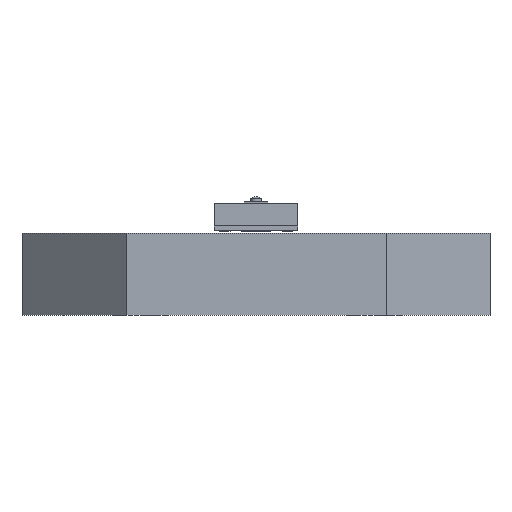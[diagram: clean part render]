
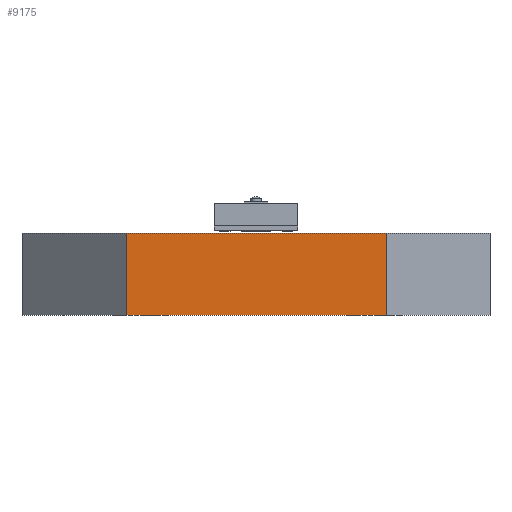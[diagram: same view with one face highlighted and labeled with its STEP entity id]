
A CAD part, front view. The second image highlights one B-rep face of the part: STEP entity #9175.
In plain terms, the highlighted planar face has unit normal (0, -1, 0).
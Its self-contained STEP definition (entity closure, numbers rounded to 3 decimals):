
#8418 = PLANE('',#8419);
#8419 = AXIS2_PLACEMENT_3D('',#8420,#8421,#8422);
#8420 = CARTESIAN_POINT('',(0.,0.,1.58
    ));
#8421 = DIRECTION('',(-0.,-0.,-1.));
#8422 = DIRECTION('',(-1.,0.,0.));
#8446 = PLANE('',#8447);
#8447 = AXIS2_PLACEMENT_3D('',#8448,#8449,#8450);
#8448 = CARTESIAN_POINT('',(4.5,-2.5,0.));
#8449 = DIRECTION('',(0.707,-0.707,0.));
#8450 = DIRECTION('',(-0.707,-0.707,0.));
#8472 = PLANE('',#8473);
#8473 = AXIS2_PLACEMENT_3D('',#8474,#8475,#8476);
#8474 = CARTESIAN_POINT('',(0.,0.,0.)
  );
#8475 = DIRECTION('',(-0.,-0.,-1.));
#8476 = DIRECTION('',(-1.,0.,0.));
#8565 = VERTEX_POINT('',#8566);
#8566 = CARTESIAN_POINT('',(2.5,-4.5,1.58));
#8587 = EDGE_CURVE('',#8588,#8565,#8590,.T.);
#8588 = VERTEX_POINT('',#8589);
#8589 = CARTESIAN_POINT('',(2.5,-4.5,0.));
#8590 = SURFACE_CURVE('',#8591,(#8595,#8602),.PCURVE_S1.);
#8591 = LINE('',#8592,#8593);
#8592 = CARTESIAN_POINT('',(2.5,-4.5,0.));
#8593 = VECTOR('',#8594,1.);
#8594 = DIRECTION('',(0.,0.,1.));
#8595 = PCURVE('',#8446,#8596);
#8596 = DEFINITIONAL_REPRESENTATION('',(#8597),#8601);
#8597 = LINE('',#8598,#8599);
#8598 = CARTESIAN_POINT('',(2.828,0.));
#8599 = VECTOR('',#8600,1.);
#8600 = DIRECTION('',(0.,-1.));
#8601 = ( GEOMETRIC_REPRESENTATION_CONTEXT(2) 
PARAMETRIC_REPRESENTATION_CONTEXT() REPRESENTATION_CONTEXT('2D SPACE',''
  ) );
#8602 = PCURVE('',#8603,#8608);
#8603 = PLANE('',#8604);
#8604 = AXIS2_PLACEMENT_3D('',#8605,#8606,#8607);
#8605 = CARTESIAN_POINT('',(2.5,-4.5,0.));
#8606 = DIRECTION('',(0.,-1.,0.));
#8607 = DIRECTION('',(-1.,0.,0.));
#8608 = DEFINITIONAL_REPRESENTATION('',(#8609),#8613);
#8609 = LINE('',#8610,#8611);
#8610 = CARTESIAN_POINT('',(0.,-0.));
#8611 = VECTOR('',#8612,1.);
#8612 = DIRECTION('',(0.,-1.));
#8613 = ( GEOMETRIC_REPRESENTATION_CONTEXT(2) 
PARAMETRIC_REPRESENTATION_CONTEXT() REPRESENTATION_CONTEXT('2D SPACE',''
  ) );
#8641 = EDGE_CURVE('',#8588,#8642,#8644,.T.);
#8642 = VERTEX_POINT('',#8643);
#8643 = CARTESIAN_POINT('',(-2.5,-4.5,0.));
#8644 = SURFACE_CURVE('',#8645,(#8649,#8656),.PCURVE_S1.);
#8645 = LINE('',#8646,#8647);
#8646 = CARTESIAN_POINT('',(2.5,-4.5,0.));
#8647 = VECTOR('',#8648,1.);
#8648 = DIRECTION('',(-1.,0.,0.));
#8649 = PCURVE('',#8472,#8650);
#8650 = DEFINITIONAL_REPRESENTATION('',(#8651),#8655);
#8651 = LINE('',#8652,#8653);
#8652 = CARTESIAN_POINT('',(-2.5,-4.5));
#8653 = VECTOR('',#8654,1.);
#8654 = DIRECTION('',(1.,0.));
#8655 = ( GEOMETRIC_REPRESENTATION_CONTEXT(2) 
PARAMETRIC_REPRESENTATION_CONTEXT() REPRESENTATION_CONTEXT('2D SPACE',''
  ) );
#8656 = PCURVE('',#8603,#8657);
#8657 = DEFINITIONAL_REPRESENTATION('',(#8658),#8662);
#8658 = LINE('',#8659,#8660);
#8659 = CARTESIAN_POINT('',(0.,-0.));
#8660 = VECTOR('',#8661,1.);
#8661 = DIRECTION('',(1.,0.));
#8662 = ( GEOMETRIC_REPRESENTATION_CONTEXT(2) 
PARAMETRIC_REPRESENTATION_CONTEXT() REPRESENTATION_CONTEXT('2D SPACE',''
  ) );
#8680 = PLANE('',#8681);
#8681 = AXIS2_PLACEMENT_3D('',#8682,#8683,#8684);
#8682 = CARTESIAN_POINT('',(-2.5,-4.5,0.));
#8683 = DIRECTION('',(-0.707,-0.707,0.));
#8684 = DIRECTION('',(-0.707,0.707,0.));
#8915 = EDGE_CURVE('',#8565,#8916,#8918,.T.);
#8916 = VERTEX_POINT('',#8917);
#8917 = CARTESIAN_POINT('',(-2.5,-4.5,1.58));
#8918 = SURFACE_CURVE('',#8919,(#8923,#8930),.PCURVE_S1.);
#8919 = LINE('',#8920,#8921);
#8920 = CARTESIAN_POINT('',(2.5,-4.5,1.58));
#8921 = VECTOR('',#8922,1.);
#8922 = DIRECTION('',(-1.,0.,0.));
#8923 = PCURVE('',#8418,#8924);
#8924 = DEFINITIONAL_REPRESENTATION('',(#8925),#8929);
#8925 = LINE('',#8926,#8927);
#8926 = CARTESIAN_POINT('',(-2.5,-4.5));
#8927 = VECTOR('',#8928,1.);
#8928 = DIRECTION('',(1.,0.));
#8929 = ( GEOMETRIC_REPRESENTATION_CONTEXT(2) 
PARAMETRIC_REPRESENTATION_CONTEXT() REPRESENTATION_CONTEXT('2D SPACE',''
  ) );
#8930 = PCURVE('',#8603,#8931);
#8931 = DEFINITIONAL_REPRESENTATION('',(#8932),#8936);
#8932 = LINE('',#8933,#8934);
#8933 = CARTESIAN_POINT('',(0.,-1.58));
#8934 = VECTOR('',#8935,1.);
#8935 = DIRECTION('',(1.,0.));
#8936 = ( GEOMETRIC_REPRESENTATION_CONTEXT(2) 
PARAMETRIC_REPRESENTATION_CONTEXT() REPRESENTATION_CONTEXT('2D SPACE',''
  ) );
#9175 = ADVANCED_FACE('',(#9176),#8603,.T.);
#9176 = FACE_BOUND('',#9177,.T.);
#9177 = EDGE_LOOP('',(#9178,#9179,#9180,#9201));
#9178 = ORIENTED_EDGE('',*,*,#8587,.T.);
#9179 = ORIENTED_EDGE('',*,*,#8915,.T.);
#9180 = ORIENTED_EDGE('',*,*,#9181,.F.);
#9181 = EDGE_CURVE('',#8642,#8916,#9182,.T.);
#9182 = SURFACE_CURVE('',#9183,(#9187,#9194),.PCURVE_S1.);
#9183 = LINE('',#9184,#9185);
#9184 = CARTESIAN_POINT('',(-2.5,-4.5,0.));
#9185 = VECTOR('',#9186,1.);
#9186 = DIRECTION('',(0.,0.,1.));
#9187 = PCURVE('',#8603,#9188);
#9188 = DEFINITIONAL_REPRESENTATION('',(#9189),#9193);
#9189 = LINE('',#9190,#9191);
#9190 = CARTESIAN_POINT('',(5.,0.));
#9191 = VECTOR('',#9192,1.);
#9192 = DIRECTION('',(0.,-1.));
#9193 = ( GEOMETRIC_REPRESENTATION_CONTEXT(2) 
PARAMETRIC_REPRESENTATION_CONTEXT() REPRESENTATION_CONTEXT('2D SPACE',''
  ) );
#9194 = PCURVE('',#8680,#9195);
#9195 = DEFINITIONAL_REPRESENTATION('',(#9196),#9200);
#9196 = LINE('',#9197,#9198);
#9197 = CARTESIAN_POINT('',(0.,0.));
#9198 = VECTOR('',#9199,1.);
#9199 = DIRECTION('',(0.,-1.));
#9200 = ( GEOMETRIC_REPRESENTATION_CONTEXT(2) 
PARAMETRIC_REPRESENTATION_CONTEXT() REPRESENTATION_CONTEXT('2D SPACE',''
  ) );
#9201 = ORIENTED_EDGE('',*,*,#8641,.F.);
